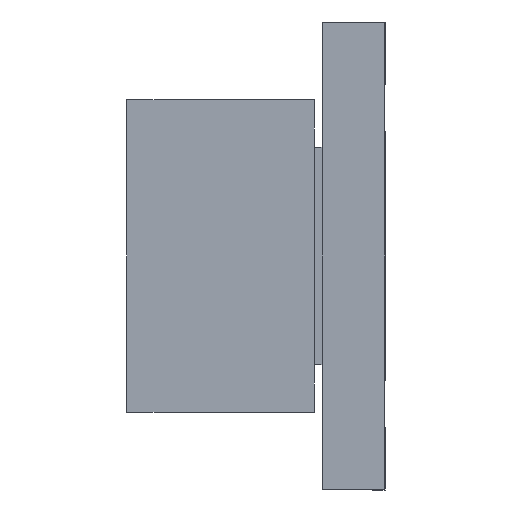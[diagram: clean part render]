
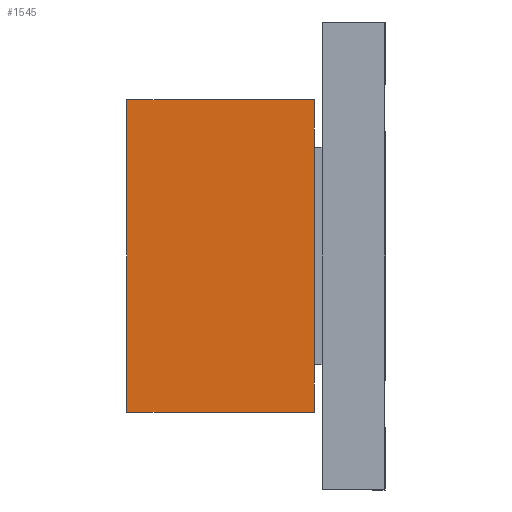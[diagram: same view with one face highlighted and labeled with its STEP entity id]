
A CAD part, left-side view. The second image highlights one B-rep face of the part: STEP entity #1545.
In plain terms, the highlighted planar face has unit normal (-1, 0, 0).
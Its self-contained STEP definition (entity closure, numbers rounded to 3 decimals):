
#22 = CARTESIAN_POINT ( 'NONE',  ( -1.255, 0.45, -1. ) ) ;
#37 = FACE_OUTER_BOUND ( 'NONE', #1580, .T. ) ;
#43 = VERTEX_POINT ( 'NONE', #2459 ) ;
#46 = DIRECTION ( 'NONE',  ( 0., 0., 1. ) ) ;
#160 = AXIS2_PLACEMENT_3D ( 'NONE', #4388, #2974, #628 ) ;
#168 = DIRECTION ( 'NONE',  ( 0., -1., 0. ) ) ;
#199 = CARTESIAN_POINT ( 'NONE',  ( -1.255, 1.655, 1.005 ) ) ;
#218 = DIRECTION ( 'NONE',  ( 0., 0., 1. ) ) ;
#287 = VECTOR ( 'NONE', #1984, 1000. ) ;
#386 = ORIENTED_EDGE ( 'NONE', *, *, #2609, .F. ) ;
#536 = LINE ( 'NONE', #3937, #3402 ) ;
#592 = CARTESIAN_POINT ( 'NONE',  ( -1.255, 0.45, -1.005 ) ) ;
#628 = DIRECTION ( 'NONE',  ( 0., 0., -1. ) ) ;
#784 = EDGE_CURVE ( 'NONE', #3918, #1055, #1421, .T. ) ;
#931 = ORIENTED_EDGE ( 'NONE', *, *, #2372, .F. ) ;
#967 = CARTESIAN_POINT ( 'NONE',  ( -1.255, 1.655, -1.005 ) ) ;
#984 = VERTEX_POINT ( 'NONE', #2885 ) ;
#1020 = DIRECTION ( 'NONE',  ( 0., -1., 0. ) ) ;
#1055 = VERTEX_POINT ( 'NONE', #1198 ) ;
#1093 = VERTEX_POINT ( 'NONE', #2178 ) ;
#1198 = CARTESIAN_POINT ( 'NONE',  ( -1.255, 0.45, -0.7 ) ) ;
#1358 = ORIENTED_EDGE ( 'NONE', *, *, #1655, .T. ) ;
#1421 = LINE ( 'NONE', #3920, #3494 ) ;
#1545 = ADVANCED_FACE ( 'NONE', ( #37 ), #2433, .F. ) ;
#1562 = LINE ( 'NONE', #967, #287 ) ;
#1580 = EDGE_LOOP ( 'NONE', ( #1994, #931, #386, #1358, #4294, #3443 ) ) ;
#1655 = EDGE_CURVE ( 'NONE', #43, #3918, #3852, .T. ) ;
#1721 = EDGE_CURVE ( 'NONE', #1055, #1093, #3253, .T. ) ;
#1875 = LINE ( 'NONE', #3228, #3726 ) ;
#1984 = DIRECTION ( 'NONE',  ( 0., 0., 1. ) ) ;
#1994 = ORIENTED_EDGE ( 'NONE', *, *, #3521, .T. ) ;
#2178 = CARTESIAN_POINT ( 'NONE',  ( -1.255, 0.45, 0.7 ) ) ;
#2372 = EDGE_CURVE ( 'NONE', #3699, #984, #536, .T. ) ;
#2433 = PLANE ( 'NONE',  #160 ) ;
#2459 = CARTESIAN_POINT ( 'NONE',  ( -1.255, 1.655, -1.005 ) ) ;
#2609 = EDGE_CURVE ( 'NONE', #43, #3699, #1562, .T. ) ;
#2885 = CARTESIAN_POINT ( 'NONE',  ( -1.255, 0.45, 1.005 ) ) ;
#2942 = VECTOR ( 'NONE', #46, 1000. ) ;
#2974 = DIRECTION ( 'NONE',  ( 1., 0., 0. ) ) ;
#3035 = VECTOR ( 'NONE', #1020, 1000. ) ;
#3228 = CARTESIAN_POINT ( 'NONE',  ( -1.255, 0.45, -1. ) ) ;
#3253 = LINE ( 'NONE', #22, #2942 ) ;
#3402 = VECTOR ( 'NONE', #168, 1000. ) ;
#3443 = ORIENTED_EDGE ( 'NONE', *, *, #1721, .T. ) ;
#3494 = VECTOR ( 'NONE', #3875, 1000. ) ;
#3521 = EDGE_CURVE ( 'NONE', #1093, #984, #1875, .T. ) ;
#3699 = VERTEX_POINT ( 'NONE', #199 ) ;
#3726 = VECTOR ( 'NONE', #218, 1000. ) ;
#3768 = CARTESIAN_POINT ( 'NONE',  ( -1.255, 1.655, -1.005 ) ) ;
#3852 = LINE ( 'NONE', #3768, #3035 ) ;
#3875 = DIRECTION ( 'NONE',  ( 0., 0., 1. ) ) ;
#3918 = VERTEX_POINT ( 'NONE', #592 ) ;
#3920 = CARTESIAN_POINT ( 'NONE',  ( -1.255, 0.45, -1. ) ) ;
#3937 = CARTESIAN_POINT ( 'NONE',  ( -1.255, 1.655, 1.005 ) ) ;
#4294 = ORIENTED_EDGE ( 'NONE', *, *, #784, .T. ) ;
#4388 = CARTESIAN_POINT ( 'NONE',  ( -1.255, 1.655, -1.005 ) ) ;
